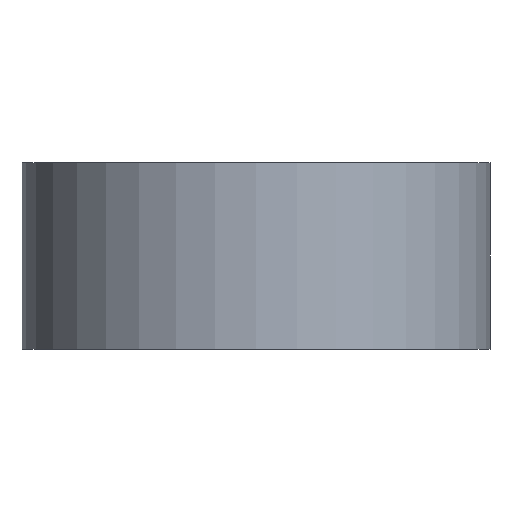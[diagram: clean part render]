
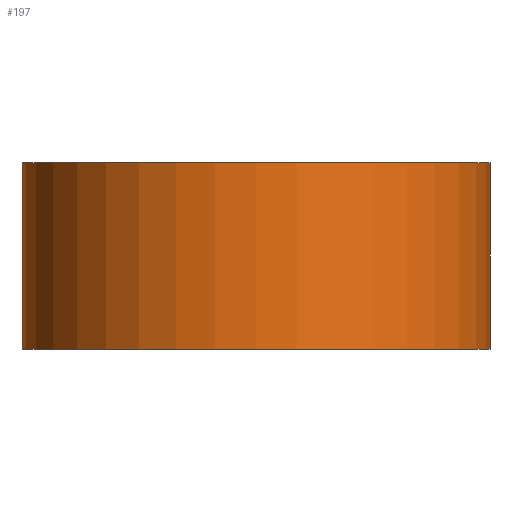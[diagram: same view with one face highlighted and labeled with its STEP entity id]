
A CAD part, front view. The second image highlights one B-rep face of the part: STEP entity #197.
In plain terms, the highlighted cylindrical face has radius 15.9 mm (diameter 31.801 mm), a partial arc.
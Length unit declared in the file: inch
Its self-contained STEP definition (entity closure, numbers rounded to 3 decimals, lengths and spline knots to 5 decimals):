
#2 = ORIENTED_EDGE ( 'NONE', *, *, #221, .F. ) ;
#5 = CARTESIAN_POINT ( 'NONE',  ( 0., 0., 0.25 ) ) ;
#11 = AXIS2_PLACEMENT_3D ( 'NONE', #23, #102, #20 ) ;
#16 = VECTOR ( 'NONE', #128, 39.37008 ) ;
#18 = CARTESIAN_POINT ( 'NONE',  ( 0.626, 0., -0.25 ) ) ;
#20 = DIRECTION ( 'NONE',  ( 1., 0., 0. ) ) ;
#23 = CARTESIAN_POINT ( 'NONE',  ( 0., 0., -0.25 ) ) ;
#25 = VERTEX_POINT ( 'NONE', #34 ) ;
#32 = VECTOR ( 'NONE', #129, 39.37008 ) ;
#34 = CARTESIAN_POINT ( 'NONE',  ( -0.626, 0., -0.25 ) ) ;
#40 = DIRECTION ( 'NONE',  ( 0., 0., -1. ) ) ;
#41 = CARTESIAN_POINT ( 'NONE',  ( -0.626, 0., 0.25 ) ) ;
#44 = CIRCLE ( 'NONE', #11, 0.626 ) ;
#52 = DIRECTION ( 'NONE',  ( -1., 0., 0. ) ) ;
#54 = CIRCLE ( 'NONE', #250, 0.626 ) ;
#73 = VERTEX_POINT ( 'NONE', #157 ) ;
#80 = DIRECTION ( 'NONE',  ( 1., 0., 0. ) ) ;
#92 = LINE ( 'NONE', #242, #32 ) ;
#94 = EDGE_CURVE ( 'NONE', #114, #73, #54, .T. ) ;
#101 = DIRECTION ( 'NONE',  ( 0., 0., 1. ) ) ;
#102 = DIRECTION ( 'NONE',  ( 0., 0., 1. ) ) ;
#103 = CARTESIAN_POINT ( 'NONE',  ( -0.626, 0., 0.25 ) ) ;
#108 = VERTEX_POINT ( 'NONE', #18 ) ;
#114 = VERTEX_POINT ( 'NONE', #41 ) ;
#116 = EDGE_CURVE ( 'NONE', #25, #108, #44, .T. ) ;
#122 = ORIENTED_EDGE ( 'NONE', *, *, #94, .F. ) ;
#126 = LINE ( 'NONE', #103, #16 ) ;
#128 = DIRECTION ( 'NONE',  ( 0., 0., -1. ) ) ;
#129 = DIRECTION ( 'NONE',  ( 0., 0., -1. ) ) ;
#142 = CARTESIAN_POINT ( 'NONE',  ( 0., 0., 0.25 ) ) ;
#157 = CARTESIAN_POINT ( 'NONE',  ( 0.626, 0., 0.25 ) ) ;
#176 = AXIS2_PLACEMENT_3D ( 'NONE', #142, #40, #52 ) ;
#196 = ORIENTED_EDGE ( 'NONE', *, *, #116, .T. ) ;
#197 = ADVANCED_FACE ( 'NONE', ( #205 ), #248, .T. ) ;
#198 = EDGE_CURVE ( 'NONE', #114, #25, #126, .T. ) ;
#205 = FACE_OUTER_BOUND ( 'NONE', #223, .T. ) ;
#221 = EDGE_CURVE ( 'NONE', #73, #108, #92, .T. ) ;
#223 = EDGE_LOOP ( 'NONE', ( #2, #122, #243, #196 ) ) ;
#242 = CARTESIAN_POINT ( 'NONE',  ( 0.626, 0., 0.25 ) ) ;
#243 = ORIENTED_EDGE ( 'NONE', *, *, #198, .T. ) ;
#248 = CYLINDRICAL_SURFACE ( 'NONE', #176, 0.626 ) ;
#250 = AXIS2_PLACEMENT_3D ( 'NONE', #5, #101, #80 ) ;
